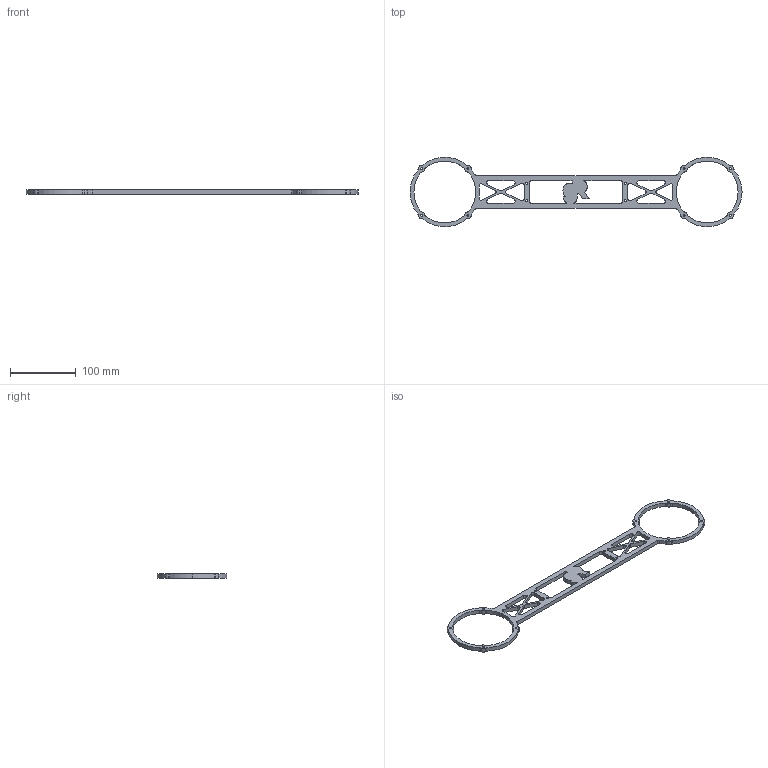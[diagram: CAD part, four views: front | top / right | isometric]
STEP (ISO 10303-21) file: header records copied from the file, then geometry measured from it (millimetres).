
FILE_DESCRIPTION (( 'STEP AP203' ), '1' );
FILE_NAME ('minitaur-side-plate-outer_Default_sldprt.STEP', '2016-11-29T01:07:52', ( 'Alexander' ), ( '' ), 'SwSTEP 2.0', 'SolidWorks 2015', '' );
FILE_SCHEMA (( 'CONFIG_CONTROL_DESIGN' ));
Length unit declared in the file: millimetre
Products named in the file (1): minitaur-side-plate-outer_Default_sldprt
Bounding box: 506 x 106 x 6.35 mm (x, y, z)
Volume: 72614.2 mm3; surface area: 42351.9 mm2
Topology: 1 solids, 1 shells, 189 faces, 561 edges, 374 vertices
Faces by surface type: cylinder 136, plane 39, bspline 14
Entity records: 6840 total; most frequent: CARTESIAN_POINT 1423, DIRECTION 1157, ORIENTED_EDGE 1122, EDGE_CURVE 561, AXIS2_PLACEMENT_3D 448, VERTEX_POINT 374, CIRCLE 272, LINE 261
